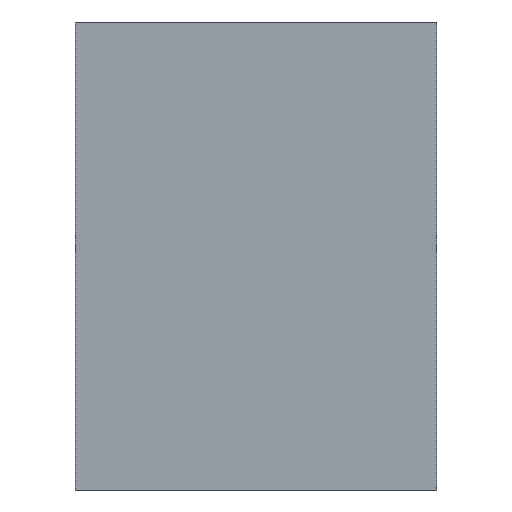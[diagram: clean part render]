
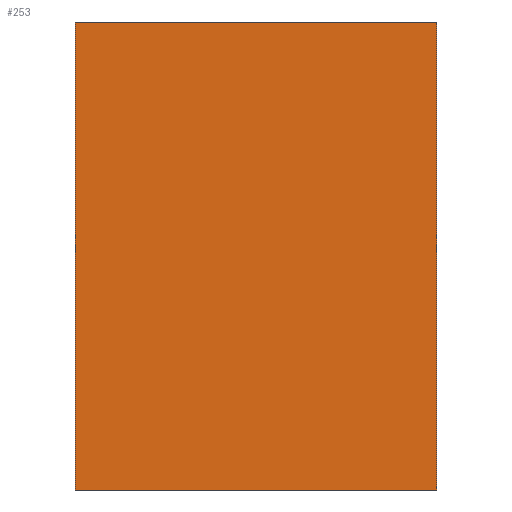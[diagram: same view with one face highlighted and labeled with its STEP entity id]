
A CAD part, front view. The second image highlights one B-rep face of the part: STEP entity #253.
In plain terms, the highlighted planar face has unit normal (0, -1, 0).
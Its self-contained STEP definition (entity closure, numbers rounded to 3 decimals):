
#5 = ORIENTED_EDGE ( 'NONE', *, *, #70, .T. ) ;
#8 = AXIS2_PLACEMENT_3D ( 'NONE', #211, #274, #83 ) ;
#16 = VERTEX_POINT ( 'NONE', #185 ) ;
#20 = VECTOR ( 'NONE', #131, 1000. ) ;
#31 = DIRECTION ( 'NONE',  ( 1., 0., 0. ) ) ;
#33 = LINE ( 'NONE', #152, #350 ) ;
#55 = EDGE_CURVE ( 'NONE', #342, #61, #33, .T. ) ;
#61 = VERTEX_POINT ( 'NONE', #314 ) ;
#64 = LINE ( 'NONE', #77, #20 ) ;
#67 = VECTOR ( 'NONE', #324, 1000. ) ;
#68 = CARTESIAN_POINT ( 'NONE',  ( -26.25, -23., 0. ) ) ;
#70 = EDGE_CURVE ( 'NONE', #61, #16, #175, .T. ) ;
#71 = ORIENTED_EDGE ( 'NONE', *, *, #180, .F. ) ;
#72 = CARTESIAN_POINT ( 'NONE',  ( 26.25, -23., 68. ) ) ;
#77 = CARTESIAN_POINT ( 'NONE',  ( 26.25, -23., 68. ) ) ;
#83 = DIRECTION ( 'NONE',  ( 0., 0., 1. ) ) ;
#99 = VECTOR ( 'NONE', #31, 1000. ) ;
#110 = CARTESIAN_POINT ( 'NONE',  ( -26.25, -23., 68. ) ) ;
#111 = CARTESIAN_POINT ( 'NONE',  ( -26.25, -23., 68. ) ) ;
#131 = DIRECTION ( 'NONE',  ( 0., 0., -1. ) ) ;
#139 = ORIENTED_EDGE ( 'NONE', *, *, #320, .F. ) ;
#141 = LINE ( 'NONE', #110, #67 ) ;
#152 = CARTESIAN_POINT ( 'NONE',  ( -26.25, -23., 68. ) ) ;
#175 = LINE ( 'NONE', #68, #99 ) ;
#180 = EDGE_CURVE ( 'NONE', #342, #184, #141, .T. ) ;
#184 = VERTEX_POINT ( 'NONE', #72 ) ;
#185 = CARTESIAN_POINT ( 'NONE',  ( 26.25, -23., 0. ) ) ;
#211 = CARTESIAN_POINT ( 'NONE',  ( -26.25, -23., 68. ) ) ;
#253 = ADVANCED_FACE ( 'NONE', ( #325 ), #378, .F. ) ;
#274 = DIRECTION ( 'NONE',  ( 0., 1., 0. ) ) ;
#279 = EDGE_LOOP ( 'NONE', ( #5, #139, #71, #374 ) ) ;
#308 = DIRECTION ( 'NONE',  ( 0., 0., -1. ) ) ;
#314 = CARTESIAN_POINT ( 'NONE',  ( -26.25, -23., 0. ) ) ;
#320 = EDGE_CURVE ( 'NONE', #184, #16, #64, .T. ) ;
#324 = DIRECTION ( 'NONE',  ( 1., 0., 0. ) ) ;
#325 = FACE_OUTER_BOUND ( 'NONE', #279, .T. ) ;
#342 = VERTEX_POINT ( 'NONE', #111 ) ;
#350 = VECTOR ( 'NONE', #308, 1000. ) ;
#374 = ORIENTED_EDGE ( 'NONE', *, *, #55, .T. ) ;
#378 = PLANE ( 'NONE',  #8 ) ;
